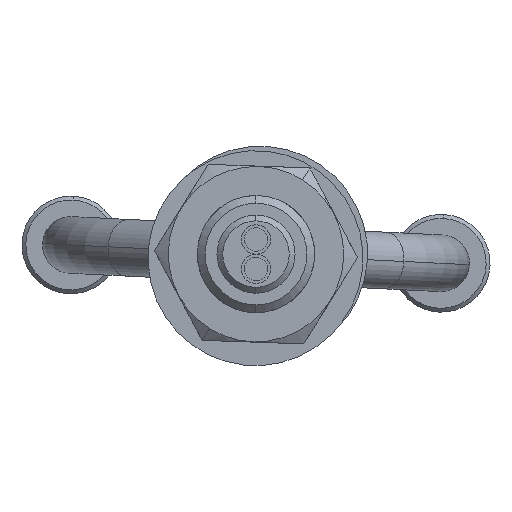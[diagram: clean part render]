
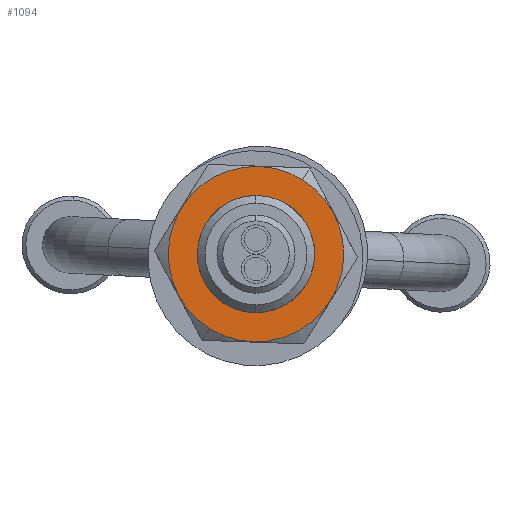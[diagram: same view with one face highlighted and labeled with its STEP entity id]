
A CAD part, left-side view. The second image highlights one B-rep face of the part: STEP entity #1094.
In plain terms, the highlighted planar face has unit normal (-1, 0, 0).
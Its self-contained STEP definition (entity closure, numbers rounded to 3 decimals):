
#21 = CARTESIAN_POINT ( 'NONE',  ( -1.2, 0., 0. ) ) ;
#118 = DIRECTION ( 'NONE',  ( 0., 0., -1. ) ) ;
#173 = ORIENTED_EDGE ( 'NONE', *, *, #1137, .F. ) ;
#176 = CARTESIAN_POINT ( 'NONE',  ( -1.2, 0., 0. ) ) ;
#195 = AXIS2_PLACEMENT_3D ( 'NONE', #21, #1593, #1119 ) ;
#213 = AXIS2_PLACEMENT_3D ( 'NONE', #627, #2196, #1312 ) ;
#369 = FACE_OUTER_BOUND ( 'NONE', #2372, .T. ) ;
#486 = CIRCLE ( 'NONE', #213, 4.486 ) ;
#549 = CIRCLE ( 'NONE', #2335, 3. ) ;
#618 = CARTESIAN_POINT ( 'NONE',  ( -1.2, 0., -3. ) ) ;
#627 = CARTESIAN_POINT ( 'NONE',  ( -1.2, 0., 0. ) ) ;
#726 = VERTEX_POINT ( 'NONE', #2877 ) ;
#901 = EDGE_CURVE ( 'NONE', #2035, #1105, #1837, .T. ) ;
#1061 = EDGE_LOOP ( 'NONE', ( #1865, #2332 ) ) ;
#1094 = ADVANCED_FACE ( 'NONE', ( #1602, #369 ), #2137, .F. ) ;
#1105 = VERTEX_POINT ( 'NONE', #1757 ) ;
#1119 = DIRECTION ( 'NONE',  ( 0., 0., -1. ) ) ;
#1137 = EDGE_CURVE ( 'NONE', #1105, #2035, #486, .T. ) ;
#1312 = DIRECTION ( 'NONE',  ( 0., 0., -1. ) ) ;
#1427 = DIRECTION ( 'NONE',  ( 1., 0., 0. ) ) ;
#1593 = DIRECTION ( 'NONE',  ( 1., 0., 0. ) ) ;
#1602 = FACE_BOUND ( 'NONE', #1061, .T. ) ;
#1622 = AXIS2_PLACEMENT_3D ( 'NONE', #2103, #1427, #118 ) ;
#1757 = CARTESIAN_POINT ( 'NONE',  ( -1.2, 0., -4.486 ) ) ;
#1818 = EDGE_CURVE ( 'NONE', #1911, #726, #549, .T. ) ;
#1837 = CIRCLE ( 'NONE', #1622, 4.486 ) ;
#1865 = ORIENTED_EDGE ( 'NONE', *, *, #1955, .T. ) ;
#1911 = VERTEX_POINT ( 'NONE', #618 ) ;
#1955 = EDGE_CURVE ( 'NONE', #726, #1911, #2143, .T. ) ;
#1981 = DIRECTION ( 'NONE',  ( 1., 0., 0. ) ) ;
#2035 = VERTEX_POINT ( 'NONE', #2721 ) ;
#2103 = CARTESIAN_POINT ( 'NONE',  ( -1.2, 0., 0. ) ) ;
#2137 = PLANE ( 'NONE',  #2604 ) ;
#2143 = CIRCLE ( 'NONE', #195, 3. ) ;
#2157 = CARTESIAN_POINT ( 'NONE',  ( -1.2, 0., 0. ) ) ;
#2168 = DIRECTION ( 'NONE',  ( 0., 0., -1. ) ) ;
#2196 = DIRECTION ( 'NONE',  ( 1., 0., 0. ) ) ;
#2332 = ORIENTED_EDGE ( 'NONE', *, *, #1818, .T. ) ;
#2335 = AXIS2_PLACEMENT_3D ( 'NONE', #176, #1981, #2168 ) ;
#2372 = EDGE_LOOP ( 'NONE', ( #173, #2507 ) ) ;
#2416 = DIRECTION ( 'NONE',  ( 0., 0., -1. ) ) ;
#2507 = ORIENTED_EDGE ( 'NONE', *, *, #901, .F. ) ;
#2604 = AXIS2_PLACEMENT_3D ( 'NONE', #2157, #2863, #2416 ) ;
#2721 = CARTESIAN_POINT ( 'NONE',  ( -1.2, 0., 4.486 ) ) ;
#2863 = DIRECTION ( 'NONE',  ( 1., 0., 0. ) ) ;
#2877 = CARTESIAN_POINT ( 'NONE',  ( -1.2, 0., 3. ) ) ;
